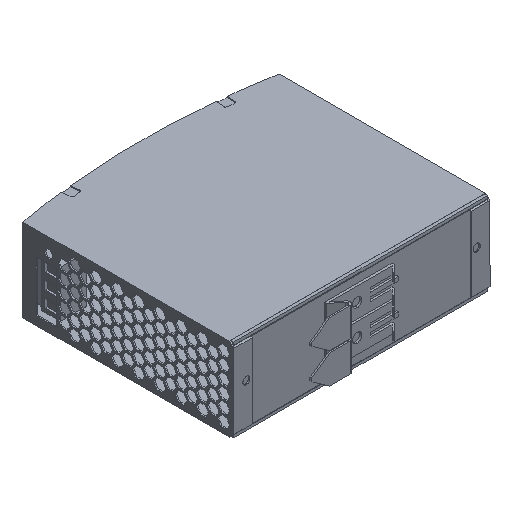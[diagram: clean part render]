
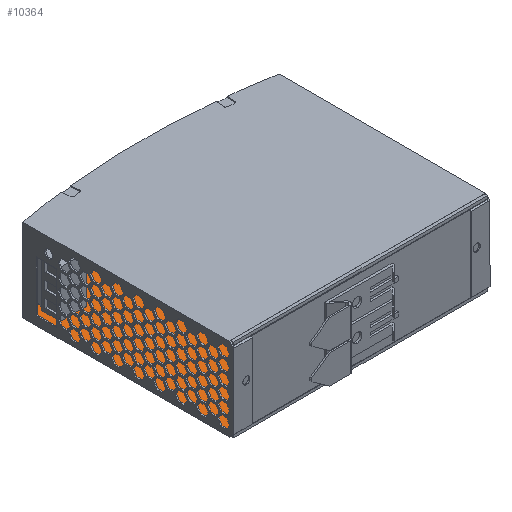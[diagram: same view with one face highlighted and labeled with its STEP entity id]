
A CAD part, isometric view. The second image highlights one B-rep face of the part: STEP entity #10364.
In plain terms, the highlighted planar face has unit normal (0, 0, 1).
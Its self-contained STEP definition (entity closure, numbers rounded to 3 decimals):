
#3082 = DIRECTION ( 'NONE',  ( 0., 0., -1. ) ) ;
#4039 = EDGE_CURVE ( 'NONE', #24513, #16907, #38957, .T. ) ;
#5529 = VECTOR ( 'NONE', #43002, 1000. ) ;
#6147 = VERTEX_POINT ( 'NONE', #26387 ) ;
#6287 = CARTESIAN_POINT ( 'NONE',  ( 0., -125.379, 1.5 ) ) ;
#7025 = ORIENTED_EDGE ( 'NONE', *, *, #16971, .T. ) ;
#8127 = DIRECTION ( 'NONE',  ( 0., 1., 0. ) ) ;
#9137 = CARTESIAN_POINT ( 'NONE',  ( -62., -369.537, 1.5 ) ) ;
#10364 = ADVANCED_FACE ( 'NONE', ( #29158 ), #28916, .F. ) ;
#11172 = EDGE_CURVE ( 'NONE', #28448, #6147, #12188, .T. ) ;
#12188 = CIRCLE ( 'NONE', #16089, 350. ) ;
#12401 = ORIENTED_EDGE ( 'NONE', *, *, #23461, .T. ) ;
#16089 = AXIS2_PLACEMENT_3D ( 'NONE', #26110, #18074, #33904 ) ;
#16907 = VERTEX_POINT ( 'NONE', #22520 ) ;
#16971 = EDGE_CURVE ( 'NONE', #24513, #28448, #45655, .T. ) ;
#18074 = DIRECTION ( 'NONE',  ( 0., 0., 1. ) ) ;
#18473 = VECTOR ( 'NONE', #28001, 1000. ) ;
#22019 = VECTOR ( 'NONE', #8127, 1000. ) ;
#22520 = CARTESIAN_POINT ( 'NONE',  ( -62., -125.379, 1.5 ) ) ;
#22758 = CARTESIAN_POINT ( 'NONE',  ( 62., -369.537, 1.5 ) ) ;
#23103 = EDGE_LOOP ( 'NONE', ( #7025, #25188, #12401, #44763 ) ) ;
#23461 = EDGE_CURVE ( 'NONE', #6147, #16907, #24750, .T. ) ;
#24513 = VERTEX_POINT ( 'NONE', #34978 ) ;
#24750 = LINE ( 'NONE', #9137, #5529 ) ;
#25188 = ORIENTED_EDGE ( 'NONE', *, *, #11172, .T. ) ;
#25514 = DIRECTION ( 'NONE',  ( -1., 0., 0. ) ) ;
#26110 = CARTESIAN_POINT ( 'NONE',  ( 0., -369.537, 1.5 ) ) ;
#26387 = CARTESIAN_POINT ( 'NONE',  ( -62., -25.072, 1.5 ) ) ;
#28001 = DIRECTION ( 'NONE',  ( -1., 0., 0. ) ) ;
#28448 = VERTEX_POINT ( 'NONE', #40927 ) ;
#28916 = PLANE ( 'NONE',  #31567 ) ;
#29158 = FACE_OUTER_BOUND ( 'NONE', #23103, .T. ) ;
#31567 = AXIS2_PLACEMENT_3D ( 'NONE', #32350, #3082, #25514 ) ;
#32350 = CARTESIAN_POINT ( 'NONE',  ( 0., -369.537, 1.5 ) ) ;
#33904 = DIRECTION ( 'NONE',  ( -1., 0., 0. ) ) ;
#34978 = CARTESIAN_POINT ( 'NONE',  ( 62., -125.379, 1.5 ) ) ;
#38957 = LINE ( 'NONE', #6287, #18473 ) ;
#40927 = CARTESIAN_POINT ( 'NONE',  ( 62., -25.072, 1.5 ) ) ;
#43002 = DIRECTION ( 'NONE',  ( 0., -1., 0. ) ) ;
#44763 = ORIENTED_EDGE ( 'NONE', *, *, #4039, .F. ) ;
#45655 = LINE ( 'NONE', #22758, #22019 ) ;
